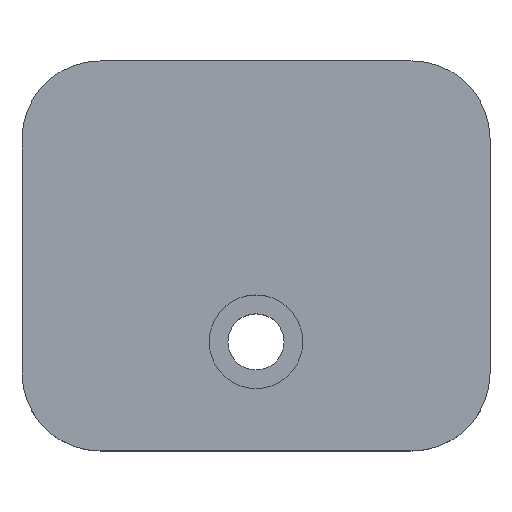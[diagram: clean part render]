
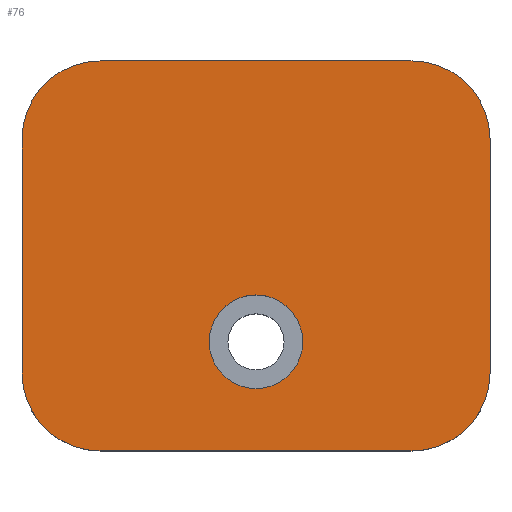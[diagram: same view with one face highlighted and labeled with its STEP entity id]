
A CAD part, top view. The second image highlights one B-rep face of the part: STEP entity #76.
In plain terms, the highlighted planar face has unit normal (0, 0, 1).
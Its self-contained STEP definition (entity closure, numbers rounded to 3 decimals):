
#37=FACE_BOUND('',#132,.T.);
#38=FACE_BOUND('',#133,.T.);
#58=PLANE('',#469);
#76=ADVANCED_FACE('',(#37,#38),#58,.T.);
#132=EDGE_LOOP('',(#240));
#133=EDGE_LOOP('',(#241,#242,#243,#244,#245,#246,#247,#248));
#163=CIRCLE('',#464,3.);
#164=CIRCLE('',#465,5.);
#165=CIRCLE('',#466,5.);
#166=CIRCLE('',#467,5.);
#167=CIRCLE('',#468,5.);
#240=ORIENTED_EDGE('',*,*,#365,.T.);
#241=ORIENTED_EDGE('',*,*,#363,.T.);
#242=ORIENTED_EDGE('',*,*,#366,.T.);
#243=ORIENTED_EDGE('',*,*,#349,.T.);
#244=ORIENTED_EDGE('',*,*,#367,.T.);
#245=ORIENTED_EDGE('',*,*,#355,.T.);
#246=ORIENTED_EDGE('',*,*,#368,.T.);
#247=ORIENTED_EDGE('',*,*,#359,.T.);
#248=ORIENTED_EDGE('',*,*,#369,.T.);
#302=VERTEX_POINT('',#677);
#303=VERTEX_POINT('',#678);
#308=VERTEX_POINT('',#689);
#309=VERTEX_POINT('',#691);
#312=VERTEX_POINT('',#698);
#313=VERTEX_POINT('',#700);
#316=VERTEX_POINT('',#707);
#317=VERTEX_POINT('',#709);
#318=VERTEX_POINT('',#713);
#349=EDGE_CURVE('',#302,#303,#389,.T.);
#355=EDGE_CURVE('',#309,#308,#395,.T.);
#359=EDGE_CURVE('',#313,#312,#399,.T.);
#363=EDGE_CURVE('',#317,#316,#403,.T.);
#365=EDGE_CURVE('',#318,#318,#163,.T.);
#366=EDGE_CURVE('',#316,#302,#164,.T.);
#367=EDGE_CURVE('',#303,#309,#165,.T.);
#368=EDGE_CURVE('',#308,#313,#166,.T.);
#369=EDGE_CURVE('',#312,#317,#167,.T.);
#389=LINE('',#676,#417);
#395=LINE('',#690,#423);
#399=LINE('',#699,#427);
#403=LINE('',#708,#431);
#417=VECTOR('',#552,1.);
#423=VECTOR('',#560,1.);
#427=VECTOR('',#566,1.);
#431=VECTOR('',#572,1.);
#464=AXIS2_PLACEMENT_3D('',#712,#576,#577);
#465=AXIS2_PLACEMENT_3D('',#714,#578,#579);
#466=AXIS2_PLACEMENT_3D('',#715,#580,#581);
#467=AXIS2_PLACEMENT_3D('',#716,#582,#583);
#468=AXIS2_PLACEMENT_3D('',#717,#584,#585);
#469=AXIS2_PLACEMENT_3D('',#718,#586,#587);
#552=DIRECTION('',(0.,-1.,0.));
#560=DIRECTION('',(1.,0.,0.));
#566=DIRECTION('',(0.,1.,0.));
#572=DIRECTION('',(-1.,0.,0.));
#576=DIRECTION('',(0.,0.,-1.));
#577=DIRECTION('',(1.,0.,0.));
#578=DIRECTION('',(0.,0.,1.));
#579=DIRECTION('',(1.,0.,0.));
#580=DIRECTION('',(0.,0.,1.));
#581=DIRECTION('',(1.,0.,0.));
#582=DIRECTION('',(0.,0.,1.));
#583=DIRECTION('',(1.,0.,0.));
#584=DIRECTION('',(0.,0.,1.));
#585=DIRECTION('',(1.,0.,0.));
#586=DIRECTION('',(0.,0.,1.));
#587=DIRECTION('',(1.,0.,0.));
#676=CARTESIAN_POINT('',(-15.,18.,5.));
#677=CARTESIAN_POINT('',(-15.,13.,5.));
#678=CARTESIAN_POINT('',(-15.,-2.,5.));
#689=CARTESIAN_POINT('',(10.,-7.,5.));
#690=CARTESIAN_POINT('',(-15.,-7.,5.));
#691=CARTESIAN_POINT('',(-10.,-7.,5.));
#698=CARTESIAN_POINT('',(15.,13.,5.));
#699=CARTESIAN_POINT('',(15.,-7.,5.));
#700=CARTESIAN_POINT('',(15.,-2.,5.));
#707=CARTESIAN_POINT('',(-10.,18.,5.));
#708=CARTESIAN_POINT('',(15.,18.,5.));
#709=CARTESIAN_POINT('',(10.,18.,5.));
#712=CARTESIAN_POINT('',(0.,0.,5.));
#713=CARTESIAN_POINT('',(3.,0.,5.));
#714=CARTESIAN_POINT('',(-10.,13.,5.));
#715=CARTESIAN_POINT('',(-10.,-2.,5.));
#716=CARTESIAN_POINT('',(10.,-2.,5.));
#717=CARTESIAN_POINT('',(10.,13.,5.));
#718=CARTESIAN_POINT('',(0.,0.,5.));
